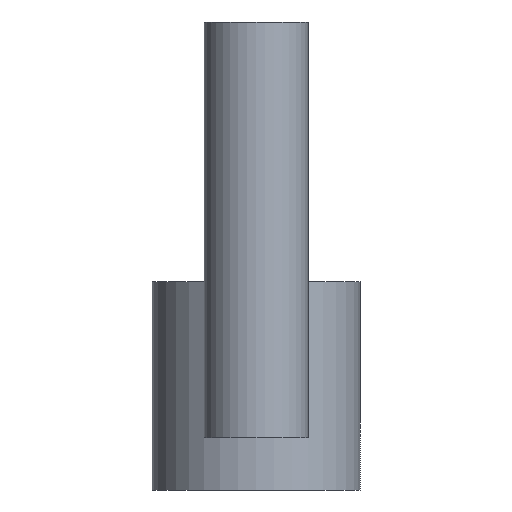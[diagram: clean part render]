
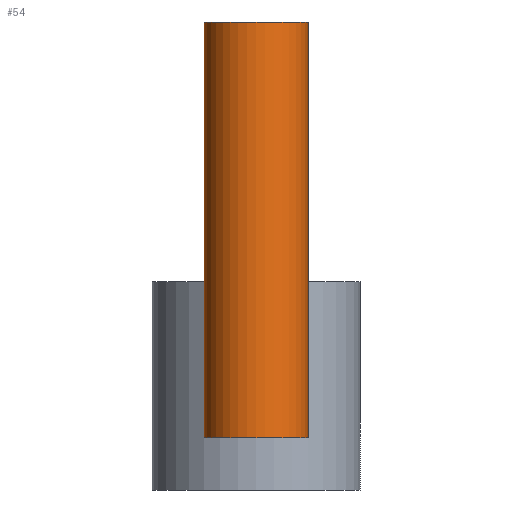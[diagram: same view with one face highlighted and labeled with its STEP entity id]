
A CAD part, front view. The second image highlights one B-rep face of the part: STEP entity #54.
In plain terms, the highlighted cylindrical face has radius 5 mm (diameter 10 mm), a partial arc.
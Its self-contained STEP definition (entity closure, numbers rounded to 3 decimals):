
#4 = EDGE_CURVE ( 'NONE', #517, #210, #407, .T. ) ;
#7 = VECTOR ( 'NONE', #327, 1000. ) ;
#10 = CARTESIAN_POINT ( 'NONE',  ( 5., 0., 85. ) ) ;
#13 = DIRECTION ( 'NONE',  ( 0., 0., 1. ) ) ;
#33 = LINE ( 'NONE', #211, #183 ) ;
#34 = ORIENTED_EDGE ( 'NONE', *, *, #100, .T. ) ;
#37 = VECTOR ( 'NONE', #446, 1000. ) ;
#43 = CARTESIAN_POINT ( 'NONE',  ( -5., 0., 75. ) ) ;
#52 = VERTEX_POINT ( 'NONE', #43 ) ;
#54 = ADVANCED_FACE ( 'NONE', ( #267 ), #308, .T. ) ;
#55 = CARTESIAN_POINT ( 'NONE',  ( 0., 0., 115. ) ) ;
#82 = ORIENTED_EDGE ( 'NONE', *, *, #512, .T. ) ;
#100 = EDGE_CURVE ( 'NONE', #52, #210, #314, .T. ) ;
#128 = VERTEX_POINT ( 'NONE', #441 ) ;
#138 = CIRCLE ( 'NONE', #259, 5. ) ;
#142 = DIRECTION ( 'NONE',  ( 1., 0., 0. ) ) ;
#144 = AXIS2_PLACEMENT_3D ( 'NONE', #311, #567, #142 ) ;
#154 = DIRECTION ( 'NONE',  ( 1., 0., 0. ) ) ;
#159 = ORIENTED_EDGE ( 'NONE', *, *, #4, .F. ) ;
#168 = CARTESIAN_POINT ( 'NONE',  ( -5., 0., 85. ) ) ;
#174 = CARTESIAN_POINT ( 'NONE',  ( 5., 0., 75. ) ) ;
#183 = VECTOR ( 'NONE', #208, 1000. ) ;
#208 = DIRECTION ( 'NONE',  ( 0., 0., -1. ) ) ;
#210 = VERTEX_POINT ( 'NONE', #174 ) ;
#211 = CARTESIAN_POINT ( 'NONE',  ( -5., 0., 85. ) ) ;
#248 = EDGE_CURVE ( 'NONE', #380, #517, #480, .T. ) ;
#254 = ORIENTED_EDGE ( 'NONE', *, *, #487, .T. ) ;
#258 = CARTESIAN_POINT ( 'NONE',  ( -5., 0., 115. ) ) ;
#259 = AXIS2_PLACEMENT_3D ( 'NONE', #55, #13, #154 ) ;
#267 = FACE_OUTER_BOUND ( 'NONE', #383, .T. ) ;
#308 = CYLINDRICAL_SURFACE ( 'NONE', #335, 5. ) ;
#311 = CARTESIAN_POINT ( 'NONE',  ( 0., 0., 75. ) ) ;
#314 = CIRCLE ( 'NONE', #144, 5. ) ;
#327 = DIRECTION ( 'NONE',  ( 0., 0., -1. ) ) ;
#329 = CARTESIAN_POINT ( 'NONE',  ( 5., 0., 85. ) ) ;
#335 = AXIS2_PLACEMENT_3D ( 'NONE', #337, #525, #390 ) ;
#337 = CARTESIAN_POINT ( 'NONE',  ( 0., 0., 85. ) ) ;
#344 = EDGE_CURVE ( 'NONE', #551, #380, #138, .T. ) ;
#352 = DIRECTION ( 'NONE',  ( 0., 0., -1. ) ) ;
#372 = ORIENTED_EDGE ( 'NONE', *, *, #344, .F. ) ;
#380 = VERTEX_POINT ( 'NONE', #538 ) ;
#383 = EDGE_LOOP ( 'NONE', ( #411, #372, #82, #254, #34, #159 ) ) ;
#390 = DIRECTION ( 'NONE',  ( -1., 0., 0. ) ) ;
#407 = LINE ( 'NONE', #10, #486 ) ;
#411 = ORIENTED_EDGE ( 'NONE', *, *, #248, .F. ) ;
#439 = CARTESIAN_POINT ( 'NONE',  ( 5., 0., 85. ) ) ;
#441 = CARTESIAN_POINT ( 'NONE',  ( -5., 0., 85. ) ) ;
#446 = DIRECTION ( 'NONE',  ( 0., 0., -1. ) ) ;
#480 = LINE ( 'NONE', #439, #37 ) ;
#486 = VECTOR ( 'NONE', #352, 1000. ) ;
#487 = EDGE_CURVE ( 'NONE', #128, #52, #33, .T. ) ;
#512 = EDGE_CURVE ( 'NONE', #551, #128, #558, .T. ) ;
#517 = VERTEX_POINT ( 'NONE', #329 ) ;
#525 = DIRECTION ( 'NONE',  ( 0., 0., -1. ) ) ;
#538 = CARTESIAN_POINT ( 'NONE',  ( 5., 0., 115. ) ) ;
#551 = VERTEX_POINT ( 'NONE', #258 ) ;
#558 = LINE ( 'NONE', #168, #7 ) ;
#567 = DIRECTION ( 'NONE',  ( 0., 0., 1. ) ) ;
